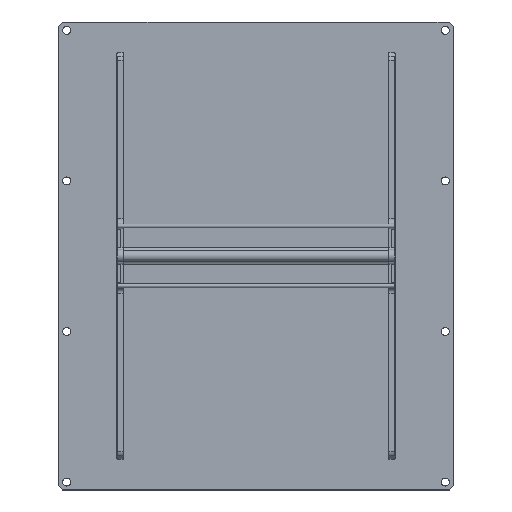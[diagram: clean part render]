
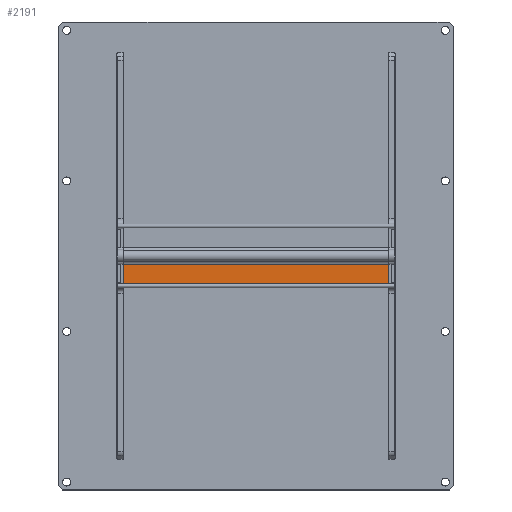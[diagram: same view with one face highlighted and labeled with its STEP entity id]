
A CAD part, top view. The second image highlights one B-rep face of the part: STEP entity #2191.
In plain terms, the highlighted planar face has unit normal (0, 0, 1).
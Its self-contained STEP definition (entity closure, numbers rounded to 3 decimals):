
#79=PLANE('',#2450);
#225=FACE_OUTER_BOUND('',#365,.T.);
#365=EDGE_LOOP('',(#1996,#1997,#1998,#1999));
#432=LINE('',#3461,#620);
#514=LINE('',#3849,#702);
#550=LINE('',#3947,#738);
#559=LINE('',#3971,#747);
#620=VECTOR('',#2683,10.);
#702=VECTOR('',#2977,10.);
#738=VECTOR('',#3089,10.);
#747=VECTOR('',#3118,10.);
#949=VERTEX_POINT('',#3458);
#950=VERTEX_POINT('',#3460);
#1043=VERTEX_POINT('',#3847);
#1067=VERTEX_POINT('',#3946);
#1181=EDGE_CURVE('',#950,#949,#432,.T.);
#1326=EDGE_CURVE('',#949,#1043,#514,.T.);
#1373=EDGE_CURVE('',#1067,#950,#550,.T.);
#1385=EDGE_CURVE('',#1067,#1043,#559,.T.);
#1996=ORIENTED_EDGE('',*,*,#1373,.T.);
#1997=ORIENTED_EDGE('',*,*,#1181,.T.);
#1998=ORIENTED_EDGE('',*,*,#1326,.T.);
#1999=ORIENTED_EDGE('',*,*,#1385,.F.);
#2191=ADVANCED_FACE('',(#225),#79,.T.);
#2450=AXIS2_PLACEMENT_3D('',#3970,#3116,#3117);
#2683=DIRECTION('',(1.,0.,0.));
#2977=DIRECTION('',(0.,1.,0.));
#3089=DIRECTION('',(0.,-1.,0.));
#3116=DIRECTION('center_axis',(0.,0.,
1.));
#3117=DIRECTION('ref_axis',(0.,-1.,0.));
#3118=DIRECTION('',(1.,0.,0.));
#3458=CARTESIAN_POINT('',(60.,55.453,130.65));
#3460=CARTESIAN_POINT('',(-60.,55.453,130.65));
#3461=CARTESIAN_POINT('',(-61.,55.453,130.65));
#3847=CARTESIAN_POINT('',(60.,64.103,130.65));
#3849=CARTESIAN_POINT('',(60.,66.103,130.65));
#3946=CARTESIAN_POINT('',(-60.,64.103,130.65));
#3947=CARTESIAN_POINT('',(-60.,66.103,130.65));
#3970=CARTESIAN_POINT('Origin',(-61.,64.103,130.65));
#3971=CARTESIAN_POINT('',(-61.,64.103,130.65));
